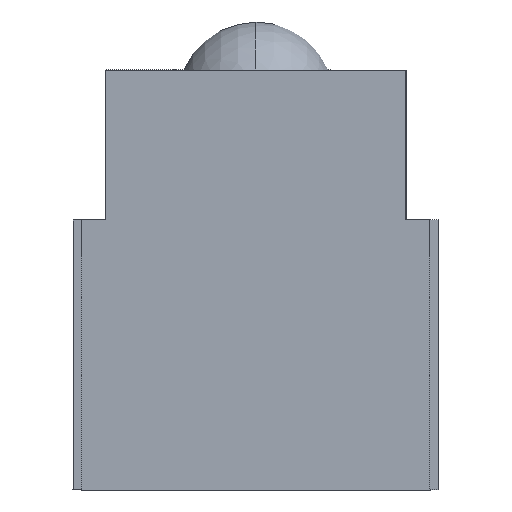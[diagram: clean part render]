
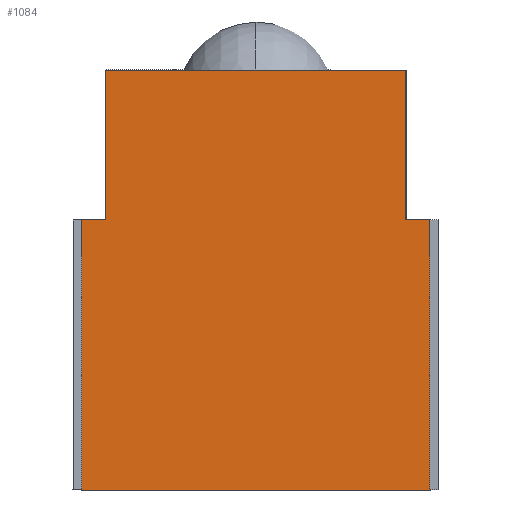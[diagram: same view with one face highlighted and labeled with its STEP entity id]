
A CAD part, left-side view. The second image highlights one B-rep face of the part: STEP entity #1084.
In plain terms, the highlighted planar face has unit normal (-1, 0, 0).
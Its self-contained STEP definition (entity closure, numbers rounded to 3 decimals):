
#49 = VERTEX_POINT ( 'NONE', #241 ) ;
#73 = CARTESIAN_POINT ( 'NONE',  ( -6.25, 2.9, 7. ) ) ;
#76 = DIRECTION ( 'NONE',  ( 0., 0., 1. ) ) ;
#117 = VECTOR ( 'NONE', #368, 1000. ) ;
#119 = ORIENTED_EDGE ( 'NONE', *, *, #205, .F. ) ;
#137 = VECTOR ( 'NONE', #265, 1000. ) ;
#142 = LINE ( 'NONE', #1101, #337 ) ;
#149 = VERTEX_POINT ( 'NONE', #1201 ) ;
#184 = PLANE ( 'NONE',  #1116 ) ;
#187 = CARTESIAN_POINT ( 'NONE',  ( -6.25, -2.5, 4.5 ) ) ;
#193 = VERTEX_POINT ( 'NONE', #627 ) ;
#205 = EDGE_CURVE ( 'NONE', #1041, #49, #209, .T. ) ;
#209 = LINE ( 'NONE', #261, #238 ) ;
#221 = EDGE_CURVE ( 'NONE', #49, #149, #716, .T. ) ;
#231 = VERTEX_POINT ( 'NONE', #933 ) ;
#238 = VECTOR ( 'NONE', #76, 1000. ) ;
#241 = CARTESIAN_POINT ( 'NONE',  ( -6.25, 2.5, 7. ) ) ;
#244 = LINE ( 'NONE', #740, #300 ) ;
#247 = CARTESIAN_POINT ( 'NONE',  ( -6.25, 2.5, 4.5 ) ) ;
#256 = DIRECTION ( 'NONE',  ( 0., 0., -1. ) ) ;
#261 = CARTESIAN_POINT ( 'NONE',  ( -6.25, 2.5, 4.5 ) ) ;
#265 = DIRECTION ( 'NONE',  ( 0., -1., 0. ) ) ;
#279 = LINE ( 'NONE', #73, #496 ) ;
#300 = VECTOR ( 'NONE', #1017, 1000. ) ;
#302 = VERTEX_POINT ( 'NONE', #498 ) ;
#309 = EDGE_CURVE ( 'NONE', #885, #1041, #361, .T. ) ;
#310 = DIRECTION ( 'NONE',  ( 0., -1., 0. ) ) ;
#337 = VECTOR ( 'NONE', #256, 1000. ) ;
#361 = LINE ( 'NONE', #689, #1129 ) ;
#368 = DIRECTION ( 'NONE',  ( 0., -1., 0. ) ) ;
#380 = DIRECTION ( 'NONE',  ( 0., 0., 1. ) ) ;
#394 = CARTESIAN_POINT ( 'NONE',  ( -6.25, 2.9, 4.5 ) ) ;
#406 = ORIENTED_EDGE ( 'NONE', *, *, #690, .T. ) ;
#496 = VECTOR ( 'NONE', #555, 1000. ) ;
#498 = CARTESIAN_POINT ( 'NONE',  ( -6.25, 2.9, 0. ) ) ;
#542 = DIRECTION ( 'NONE',  ( 1., 0., 0. ) ) ;
#555 = DIRECTION ( 'NONE',  ( 0., 0., -1. ) ) ;
#559 = VECTOR ( 'NONE', #380, 1000. ) ;
#600 = ORIENTED_EDGE ( 'NONE', *, *, #221, .F. ) ;
#627 = CARTESIAN_POINT ( 'NONE',  ( -6.25, -2.9, 4.5 ) ) ;
#637 = CARTESIAN_POINT ( 'NONE',  ( -6.25, -2.9, 0. ) ) ;
#644 = LINE ( 'NONE', #187, #559 ) ;
#689 = CARTESIAN_POINT ( 'NONE',  ( -6.25, 2.9, 4.5 ) ) ;
#690 = EDGE_CURVE ( 'NONE', #786, #149, #644, .T. ) ;
#712 = EDGE_LOOP ( 'NONE', ( #918, #406, #600, #119, #1011, #1169, #966, #1146 ) ) ;
#716 = LINE ( 'NONE', #832, #137 ) ;
#740 = CARTESIAN_POINT ( 'NONE',  ( -6.25, -2.9, 4.5 ) ) ;
#786 = VERTEX_POINT ( 'NONE', #1127 ) ;
#832 = CARTESIAN_POINT ( 'NONE',  ( -6.25, -2.9, 7. ) ) ;
#845 = DIRECTION ( 'NONE',  ( 0., 0., -1. ) ) ;
#885 = VERTEX_POINT ( 'NONE', #394 ) ;
#918 = ORIENTED_EDGE ( 'NONE', *, *, #1076, .F. ) ;
#933 = CARTESIAN_POINT ( 'NONE',  ( -6.25, -2.9, 0. ) ) ;
#936 = EDGE_CURVE ( 'NONE', #193, #231, #142, .T. ) ;
#938 = CARTESIAN_POINT ( 'NONE',  ( -6.25, -2.9, 7. ) ) ;
#946 = FACE_OUTER_BOUND ( 'NONE', #712, .T. ) ;
#966 = ORIENTED_EDGE ( 'NONE', *, *, #1147, .T. ) ;
#1011 = ORIENTED_EDGE ( 'NONE', *, *, #309, .F. ) ;
#1017 = DIRECTION ( 'NONE',  ( 0., -1., 0. ) ) ;
#1041 = VERTEX_POINT ( 'NONE', #247 ) ;
#1069 = EDGE_CURVE ( 'NONE', #885, #302, #279, .T. ) ;
#1076 = EDGE_CURVE ( 'NONE', #786, #193, #244, .T. ) ;
#1084 = ADVANCED_FACE ( 'NONE', ( #946 ), #184, .F. ) ;
#1088 = LINE ( 'NONE', #637, #117 ) ;
#1101 = CARTESIAN_POINT ( 'NONE',  ( -6.25, -2.9, 7. ) ) ;
#1116 = AXIS2_PLACEMENT_3D ( 'NONE', #938, #542, #845 ) ;
#1127 = CARTESIAN_POINT ( 'NONE',  ( -6.25, -2.5, 4.5 ) ) ;
#1129 = VECTOR ( 'NONE', #310, 1000. ) ;
#1146 = ORIENTED_EDGE ( 'NONE', *, *, #936, .F. ) ;
#1147 = EDGE_CURVE ( 'NONE', #302, #231, #1088, .T. ) ;
#1169 = ORIENTED_EDGE ( 'NONE', *, *, #1069, .T. ) ;
#1201 = CARTESIAN_POINT ( 'NONE',  ( -6.25, -2.5, 7. ) ) ;
